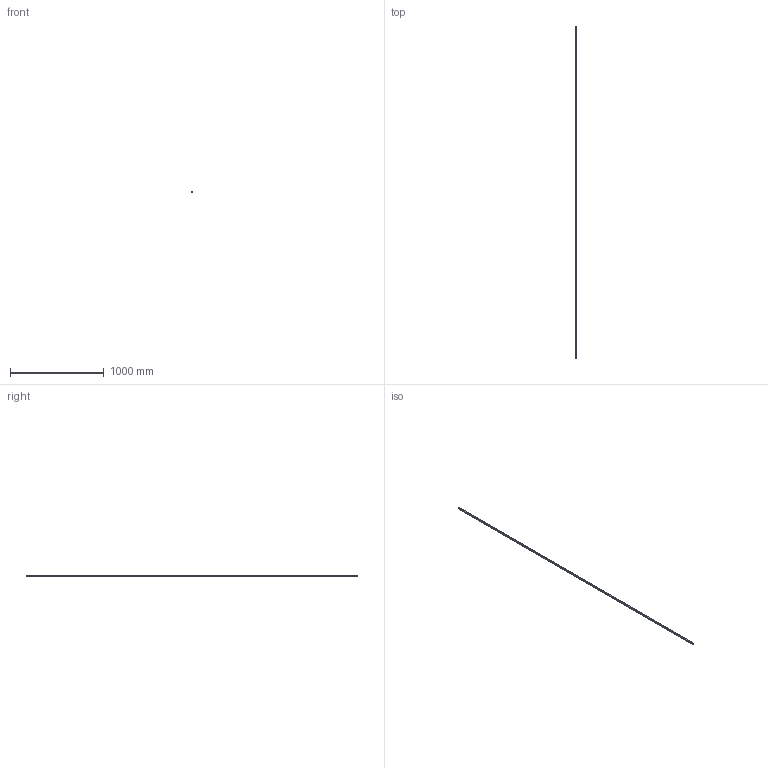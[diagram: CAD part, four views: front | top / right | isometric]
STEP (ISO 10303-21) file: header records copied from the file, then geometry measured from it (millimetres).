
FILE_DESCRIPTION(('STEP AP214'),'1');
FILE_NAME('cctmp_FE68EA12-43E4-40CB-A75A-F576A325D5C3_2021_02_03_11_41_14_0056..stp','2021-02-03T10:41:14',('HIWIN GmbH'),('CADClick - www.CADClick.com'),'Spatial InterOp 3D',' ','unknown authorization');
FILE_SCHEMA(('AUTOMOTIVE_DESIGN'));
Length unit declared in the file: millimetre
Products named in the file (1): EGR15U3540C_FILE
Bounding box: 15 x 3540 x 12.5 mm (x, y, z)
Volume: 563925.3 mm3; surface area: 215506.2 mm2
Topology: 1 solids, 1 shells, 693 faces, 1707 edges, 1138 vertices
Faces by surface type: cylinder 372, plane 321
Entity records: 26569 total; most frequent: DIRECTION 4075, CARTESIAN_POINT 3539, ORIENTED_EDGE 3414, EDGE_CURVE 1707, AXIS2_PLACEMENT_3D 1674, VERTEX_POINT 1138, EDGE_LOOP 815, CIRCLE 744
